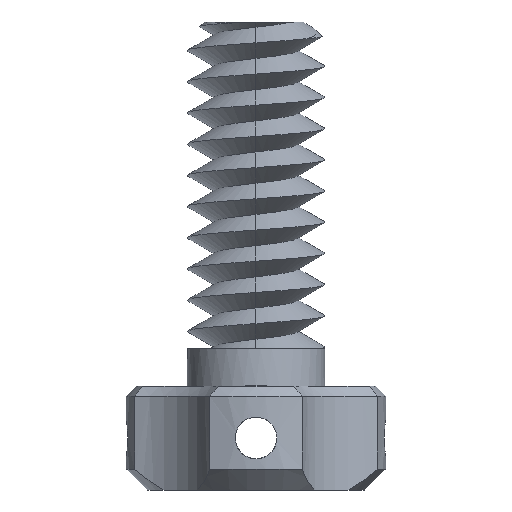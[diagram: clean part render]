
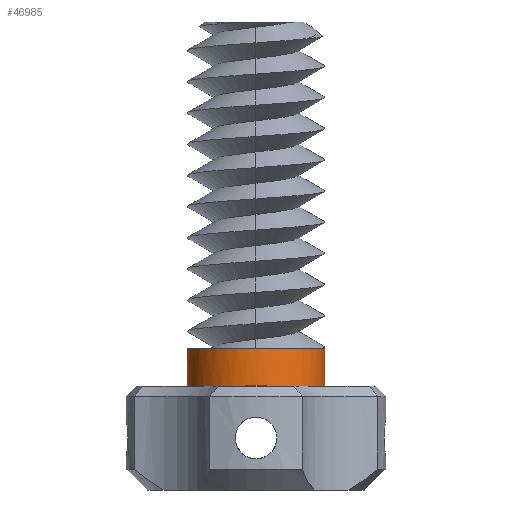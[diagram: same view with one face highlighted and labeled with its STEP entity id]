
A CAD part, front view. The second image highlights one B-rep face of the part: STEP entity #46985.
In plain terms, the highlighted cylindrical face has radius 3.3 mm (diameter 6.6 mm), a full revolution.
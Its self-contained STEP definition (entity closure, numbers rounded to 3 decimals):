
#21 = EDGE_CURVE('',#22,#24,#26,.T.);
#22 = VERTEX_POINT('',#23);
#23 = CARTESIAN_POINT('',(3.3,0.,1.8));
#24 = VERTEX_POINT('',#25);
#25 = CARTESIAN_POINT('',(3.138,-1.02,1.8)
  );
#26 = SURFACE_CURVE('',#27,(#32,#44),.PCURVE_S1.);
#27 = CIRCLE('',#28,3.3);
#28 = AXIS2_PLACEMENT_3D('',#29,#30,#31);
#29 = CARTESIAN_POINT('',(0.,0.,1.8));
#30 = DIRECTION('',(0.,0.,1.));
#31 = DIRECTION('',(1.,0.,0.));
#32 = PCURVE('',#33,#38);
#33 = PLANE('',#34);
#34 = AXIS2_PLACEMENT_3D('',#35,#36,#37);
#35 = CARTESIAN_POINT('',(0.,0.,1.8));
#36 = DIRECTION('',(0.,0.,1.));
#37 = DIRECTION('',(1.,0.,0.));
#38 = DEFINITIONAL_REPRESENTATION('',(#39),#43);
#39 = CIRCLE('',#40,3.3);
#40 = AXIS2_PLACEMENT_2D('',#41,#42);
#41 = CARTESIAN_POINT('',(0.,0.));
#42 = DIRECTION('',(1.,0.));
#43 = ( GEOMETRIC_REPRESENTATION_CONTEXT(2) 
PARAMETRIC_REPRESENTATION_CONTEXT() REPRESENTATION_CONTEXT('2D SPACE',''
  ) );
#44 = PCURVE('',#45,#50);
#45 = CYLINDRICAL_SURFACE('',#46,3.3);
#46 = AXIS2_PLACEMENT_3D('',#47,#48,#49);
#47 = CARTESIAN_POINT('',(0.,0.,0.));
#48 = DIRECTION('',(-0.,-0.,-1.));
#49 = DIRECTION('',(1.,0.,0.));
#50 = DEFINITIONAL_REPRESENTATION('',(#51),#55);
#51 = LINE('',#52,#53);
#52 = CARTESIAN_POINT('',(-0.,-1.8));
#53 = VECTOR('',#54,1.);
#54 = DIRECTION('',(-1.,0.));
#55 = ( GEOMETRIC_REPRESENTATION_CONTEXT(2) 
PARAMETRIC_REPRESENTATION_CONTEXT() REPRESENTATION_CONTEXT('2D SPACE',''
  ) );
#57 = EDGE_CURVE('',#24,#22,#58,.T.);
#58 = SURFACE_CURVE('',#59,(#64,#71),.PCURVE_S1.);
#59 = CIRCLE('',#60,3.3);
#60 = AXIS2_PLACEMENT_3D('',#61,#62,#63);
#61 = CARTESIAN_POINT('',(0.,0.,1.8));
#62 = DIRECTION('',(0.,0.,1.));
#63 = DIRECTION('',(1.,0.,0.));
#64 = PCURVE('',#33,#65);
#65 = DEFINITIONAL_REPRESENTATION('',(#66),#70);
#66 = CIRCLE('',#67,3.3);
#67 = AXIS2_PLACEMENT_2D('',#68,#69);
#68 = CARTESIAN_POINT('',(0.,0.));
#69 = DIRECTION('',(1.,0.));
#70 = ( GEOMETRIC_REPRESENTATION_CONTEXT(2) 
PARAMETRIC_REPRESENTATION_CONTEXT() REPRESENTATION_CONTEXT('2D SPACE',''
  ) );
#71 = PCURVE('',#45,#72);
#72 = DEFINITIONAL_REPRESENTATION('',(#73),#77);
#73 = LINE('',#74,#75);
#74 = CARTESIAN_POINT('',(-0.,-1.8));
#75 = VECTOR('',#76,1.);
#76 = DIRECTION('',(-1.,0.));
#77 = ( GEOMETRIC_REPRESENTATION_CONTEXT(2) 
PARAMETRIC_REPRESENTATION_CONTEXT() REPRESENTATION_CONTEXT('2D SPACE',''
  ) );
#3027 = PLANE('',#3028);
#3028 = AXIS2_PLACEMENT_3D('',#3029,#3030,#3031);
#3029 = CARTESIAN_POINT('',(0.,0.,0.)
  );
#3030 = DIRECTION('',(0.,0.,-1.));
#3031 = DIRECTION('',(1.,0.,0.));
#5163 = EDGE_CURVE('',#5164,#5166,#5168,.T.);
#5164 = VERTEX_POINT('',#5165);
#5165 = CARTESIAN_POINT('',(0.,-3.3,
    0.));
#5166 = VERTEX_POINT('',#5167);
#5167 = CARTESIAN_POINT('',(3.3,0.,0.));
#5168 = SURFACE_CURVE('',#5169,(#5174,#5185),.PCURVE_S1.);
#5169 = CIRCLE('',#5170,3.3);
#5170 = AXIS2_PLACEMENT_3D('',#5171,#5172,#5173);
#5171 = CARTESIAN_POINT('',(0.,0.,0.));
#5172 = DIRECTION('',(0.,0.,1.));
#5173 = DIRECTION('',(1.,0.,0.));
#5174 = PCURVE('',#3027,#5175);
#5175 = DEFINITIONAL_REPRESENTATION('',(#5176),#5184);
#5176 = ( BOUNDED_CURVE() B_SPLINE_CURVE(2,(#5177,#5178,#5179,#5180,
#5181,#5182,#5183),.UNSPECIFIED.,.T.,.F.) B_SPLINE_CURVE_WITH_KNOTS((1,2
    ,2,2,2,1),(-2.094,0.,2.094,4.189,
6.283,8.378),.UNSPECIFIED.) CURVE() 
GEOMETRIC_REPRESENTATION_ITEM() RATIONAL_B_SPLINE_CURVE((1.,0.5,1.,0.5,
1.,0.5,1.)) REPRESENTATION_ITEM('') );
#5177 = CARTESIAN_POINT('',(3.3,0.));
#5178 = CARTESIAN_POINT('',(3.3,-5.716));
#5179 = CARTESIAN_POINT('',(-1.65,-2.858));
#5180 = CARTESIAN_POINT('',(-6.6,0.));
#5181 = CARTESIAN_POINT('',(-1.65,2.858));
#5182 = CARTESIAN_POINT('',(3.3,5.716));
#5183 = CARTESIAN_POINT('',(3.3,0.));
#5184 = ( GEOMETRIC_REPRESENTATION_CONTEXT(2) 
PARAMETRIC_REPRESENTATION_CONTEXT() REPRESENTATION_CONTEXT('2D SPACE',''
  ) );
#5185 = PCURVE('',#45,#5186);
#5186 = DEFINITIONAL_REPRESENTATION('',(#5187),#5191);
#5187 = LINE('',#5188,#5189);
#5188 = CARTESIAN_POINT('',(-0.,0.));
#5189 = VECTOR('',#5190,1.);
#5190 = DIRECTION('',(-1.,0.));
#5191 = ( GEOMETRIC_REPRESENTATION_CONTEXT(2) 
PARAMETRIC_REPRESENTATION_CONTEXT() REPRESENTATION_CONTEXT('2D SPACE',''
  ) );
#5193 = EDGE_CURVE('',#5166,#5164,#5194,.T.);
#5194 = SURFACE_CURVE('',#5195,(#5200,#5211),.PCURVE_S1.);
#5195 = CIRCLE('',#5196,3.3);
#5196 = AXIS2_PLACEMENT_3D('',#5197,#5198,#5199);
#5197 = CARTESIAN_POINT('',(0.,0.,0.));
#5198 = DIRECTION('',(0.,0.,1.));
#5199 = DIRECTION('',(1.,0.,0.));
#5200 = PCURVE('',#3027,#5201);
#5201 = DEFINITIONAL_REPRESENTATION('',(#5202),#5210);
#5202 = ( BOUNDED_CURVE() B_SPLINE_CURVE(2,(#5203,#5204,#5205,#5206,
#5207,#5208,#5209),.UNSPECIFIED.,.T.,.F.) B_SPLINE_CURVE_WITH_KNOTS((1,2
    ,2,2,2,1),(-2.094,0.,2.094,4.189,
6.283,8.378),.UNSPECIFIED.) CURVE() 
GEOMETRIC_REPRESENTATION_ITEM() RATIONAL_B_SPLINE_CURVE((1.,0.5,1.,0.5,
1.,0.5,1.)) REPRESENTATION_ITEM('') );
#5203 = CARTESIAN_POINT('',(3.3,0.));
#5204 = CARTESIAN_POINT('',(3.3,-5.716));
#5205 = CARTESIAN_POINT('',(-1.65,-2.858));
#5206 = CARTESIAN_POINT('',(-6.6,0.));
#5207 = CARTESIAN_POINT('',(-1.65,2.858));
#5208 = CARTESIAN_POINT('',(3.3,5.716));
#5209 = CARTESIAN_POINT('',(3.3,0.));
#5210 = ( GEOMETRIC_REPRESENTATION_CONTEXT(2) 
PARAMETRIC_REPRESENTATION_CONTEXT() REPRESENTATION_CONTEXT('2D SPACE',''
  ) );
#5211 = PCURVE('',#45,#5212);
#5212 = DEFINITIONAL_REPRESENTATION('',(#5213),#5217);
#5213 = LINE('',#5214,#5215);
#5214 = CARTESIAN_POINT('',(-0.,0.));
#5215 = VECTOR('',#5216,1.);
#5216 = DIRECTION('',(-1.,0.));
#5217 = ( GEOMETRIC_REPRESENTATION_CONTEXT(2) 
PARAMETRIC_REPRESENTATION_CONTEXT() REPRESENTATION_CONTEXT('2D SPACE',''
  ) );
#46985 = ADVANCED_FACE('',(#46986),#45,.T.);
#46986 = FACE_BOUND('',#46987,.F.);
#46987 = EDGE_LOOP('',(#46988,#46989,#47009,#47010,#47011,#47012));
#46988 = ORIENTED_EDGE('',*,*,#57,.T.);
#46989 = ORIENTED_EDGE('',*,*,#46990,.T.);
#46990 = EDGE_CURVE('',#22,#5166,#46991,.T.);
#46991 = SEAM_CURVE('',#46992,(#46995,#47002),.PCURVE_S1.);
#46992 = B_SPLINE_CURVE_WITH_KNOTS('',1,(#46993,#46994),.UNSPECIFIED.,
  .F.,.F.,(2,2),(-1.8,0.),.PIECEWISE_BEZIER_KNOTS.);
#46993 = CARTESIAN_POINT('',(3.3,0.,1.8));
#46994 = CARTESIAN_POINT('',(3.3,0.,0.));
#46995 = PCURVE('',#45,#46996);
#46996 = DEFINITIONAL_REPRESENTATION('',(#46997),#47001);
#46997 = LINE('',#46998,#46999);
#46998 = CARTESIAN_POINT('',(-6.283,0.));
#46999 = VECTOR('',#47000,1.);
#47000 = DIRECTION('',(-0.,1.));
#47001 = ( GEOMETRIC_REPRESENTATION_CONTEXT(2) 
PARAMETRIC_REPRESENTATION_CONTEXT() REPRESENTATION_CONTEXT('2D SPACE',''
  ) );
#47002 = PCURVE('',#45,#47003);
#47003 = DEFINITIONAL_REPRESENTATION('',(#47004),#47008);
#47004 = LINE('',#47005,#47006);
#47005 = CARTESIAN_POINT('',(-0.,0.));
#47006 = VECTOR('',#47007,1.);
#47007 = DIRECTION('',(-0.,1.));
#47008 = ( GEOMETRIC_REPRESENTATION_CONTEXT(2) 
PARAMETRIC_REPRESENTATION_CONTEXT() REPRESENTATION_CONTEXT('2D SPACE',''
  ) );
#47009 = ORIENTED_EDGE('',*,*,#5163,.F.);
#47010 = ORIENTED_EDGE('',*,*,#5193,.F.);
#47011 = ORIENTED_EDGE('',*,*,#46990,.F.);
#47012 = ORIENTED_EDGE('',*,*,#21,.T.);
